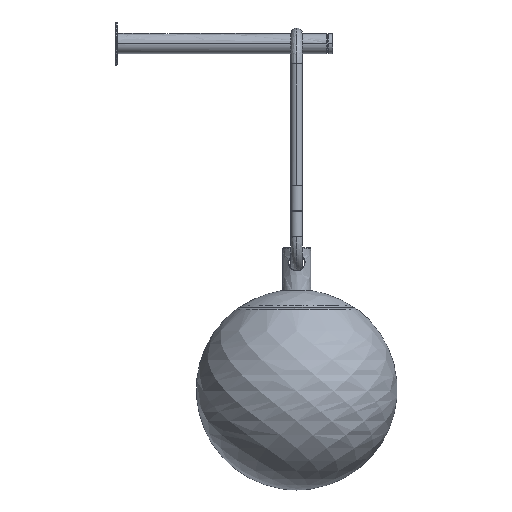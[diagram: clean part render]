
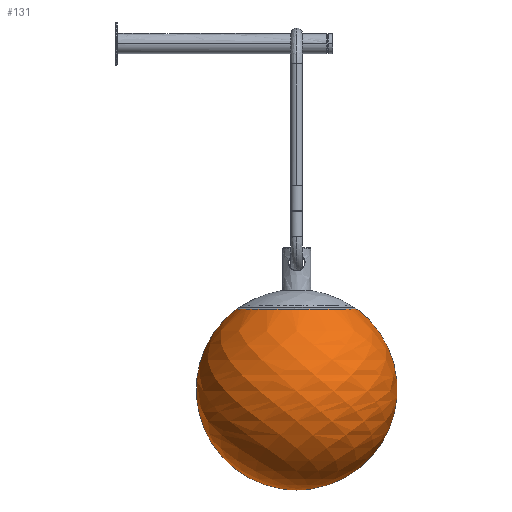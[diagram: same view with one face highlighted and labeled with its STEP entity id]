
A CAD part, front view. The second image highlights one B-rep face of the part: STEP entity #131.
In plain terms, the highlighted free-form (B-spline) face has degree [2, 2] with [5, 5] control points.
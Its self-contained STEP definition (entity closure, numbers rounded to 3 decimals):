
#131=ADVANCED_FACE($,(#218),#1103,.T.);
#218=FACE_OUTER_BOUND($,#309,.T.);
#309=EDGE_LOOP($,(#582,#583,#584));
#582=ORIENTED_EDGE($,*,*,#863,.T.);
#583=ORIENTED_EDGE($,*,*,#858,.F.);
#584=ORIENTED_EDGE($,*,*,#856,.T.);
#856=EDGE_CURVE($,#1006,#1007,#1276,.T.);
#858=EDGE_CURVE($,#1006,#1005,#1278,.T.);
#863=EDGE_CURVE($,#1007,#1005,#1282,.T.);
#1005=VERTEX_POINT($,#3296);
#1006=VERTEX_POINT($,#3297);
#1007=VERTEX_POINT($,#3298);
#1103=(
BOUNDED_SURFACE()
B_SPLINE_SURFACE(2,2,((#3140,#3141,#3142,#3143,#3144),(#3145,#3146,#3147,
#3148,#3149),(#3150,#3151,#3152,#3153,#3154),(#3155,#3156,#3157,#3158,#3159),
(#3160,#3161,#3162,#3163,#3164)),.UNSPECIFIED.,.F.,.F.,.F.)
B_SPLINE_SURFACE_WITH_KNOTS((3,2,3),(3,2,3),(0.,1.571,3.142),
(-0.927,0.322,1.571),.UNSPECIFIED.)
GEOMETRIC_REPRESENTATION_ITEM()
RATIONAL_B_SPLINE_SURFACE(((1.,0.811,1.,0.811,1.),
(0.707,0.574,0.707,0.574,
0.707),(1.,0.811,1.,0.811,1.),(0.707,
0.574,0.707,0.574,0.707),
(1.,0.811,1.,0.811,1.)))
REPRESENTATION_ITEM($)
SURFACE()
);
#1276=(
BOUNDED_CURVE()
B_SPLINE_CURVE(2,(#3064,#3065,#3066,#3067,#3068),.UNSPECIFIED.,.F.,.F.)
B_SPLINE_CURVE_WITH_KNOTS((3,2,3),(0.,65.973,131.947),
.UNSPECIFIED.)
CURVE()
GEOMETRIC_REPRESENTATION_ITEM()
RATIONAL_B_SPLINE_CURVE((1.,0.707,1.,0.707,1.))
REPRESENTATION_ITEM($)
);
#1278=(
BOUNDED_CURVE()
B_SPLINE_CURVE(2,(#3074,#3075,#3076,#3077,#3078),.UNSPECIFIED.,.F.,.F.)
B_SPLINE_CURVE_WITH_KNOTS((3,2,3),(-0.927,0.322,
1.571),.UNSPECIFIED.)
CURVE()
GEOMETRIC_REPRESENTATION_ITEM()
RATIONAL_B_SPLINE_CURVE((1.,0.811,1.,0.811,1.))
REPRESENTATION_ITEM($)
);
#1282=(
BOUNDED_CURVE()
B_SPLINE_CURVE(2,(#3092,#3093,#3094,#3095,#3096),.UNSPECIFIED.,.F.,.F.)
B_SPLINE_CURVE_WITH_KNOTS((3,2,3),(-0.927,0.322,
1.571),.UNSPECIFIED.)
CURVE()
GEOMETRIC_REPRESENTATION_ITEM()
RATIONAL_B_SPLINE_CURVE((1.,0.811,1.,0.811,1.))
REPRESENTATION_ITEM($)
);
#3064=CARTESIAN_POINT($,(161.,0.,-185.));
#3065=CARTESIAN_POINT($,(161.,-42.,-185.));
#3066=CARTESIAN_POINT($,(119.,-42.,-185.));
#3067=CARTESIAN_POINT($,(77.,-42.,-185.));
#3068=CARTESIAN_POINT($,(77.,0.,-185.));
#3074=CARTESIAN_POINT($,(161.,0.,-185.));
#3075=CARTESIAN_POINT($,(201.363,0.,-215.272));
#3076=CARTESIAN_POINT($,(185.408,0.,-263.136));
#3077=CARTESIAN_POINT($,(169.453,0.,-311.));
#3078=CARTESIAN_POINT($,(119.,0.,-311.));
#3092=CARTESIAN_POINT($,(77.,0.,-185.));
#3093=CARTESIAN_POINT($,(36.637,0.,-215.272));
#3094=CARTESIAN_POINT($,(52.592,0.,-263.136));
#3095=CARTESIAN_POINT($,(68.547,0.,-311.));
#3096=CARTESIAN_POINT($,(119.,0.,-311.));
#3140=CARTESIAN_POINT($,(161.,0.,-185.));
#3141=CARTESIAN_POINT($,(201.363,0.,-215.272));
#3142=CARTESIAN_POINT($,(185.408,0.,-263.136));
#3143=CARTESIAN_POINT($,(169.453,0.,-311.));
#3144=CARTESIAN_POINT($,(119.,0.,-311.));
#3145=CARTESIAN_POINT($,(161.,-42.,-185.));
#3146=CARTESIAN_POINT($,(201.363,-82.363,-215.272));
#3147=CARTESIAN_POINT($,(185.408,-66.408,-263.136));
#3148=CARTESIAN_POINT($,(169.453,-50.453,-311.));
#3149=CARTESIAN_POINT($,(119.,0.,-311.));
#3150=CARTESIAN_POINT($,(119.,-42.,-185.));
#3151=CARTESIAN_POINT($,(119.,-82.363,-215.272));
#3152=CARTESIAN_POINT($,(119.,-66.408,-263.136));
#3153=CARTESIAN_POINT($,(119.,-50.453,-311.));
#3154=CARTESIAN_POINT($,(119.,0.,-311.));
#3155=CARTESIAN_POINT($,(77.,-42.,-185.));
#3156=CARTESIAN_POINT($,(36.637,-82.363,-215.272));
#3157=CARTESIAN_POINT($,(52.592,-66.408,-263.136));
#3158=CARTESIAN_POINT($,(68.547,-50.453,-311.));
#3159=CARTESIAN_POINT($,(119.,0.,-311.));
#3160=CARTESIAN_POINT($,(77.,0.,-185.));
#3161=CARTESIAN_POINT($,(36.637,0.,-215.272));
#3162=CARTESIAN_POINT($,(52.592,0.,-263.136));
#3163=CARTESIAN_POINT($,(68.547,0.,-311.));
#3164=CARTESIAN_POINT($,(119.,0.,-311.));
#3296=CARTESIAN_POINT($,(119.,0.,-311.));
#3297=CARTESIAN_POINT($,(161.,0.,-185.));
#3298=CARTESIAN_POINT($,(77.,0.,-185.));
